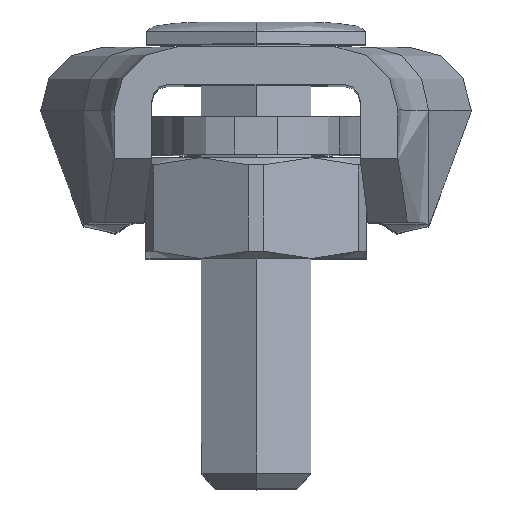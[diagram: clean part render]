
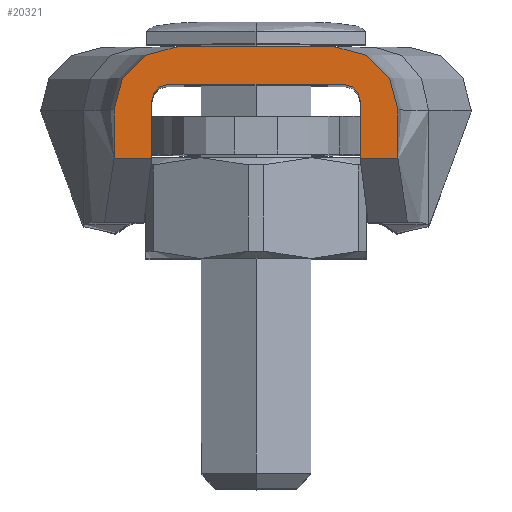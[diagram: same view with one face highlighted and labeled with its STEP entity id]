
A CAD part, top view. The second image highlights one B-rep face of the part: STEP entity #20321.
In plain terms, the highlighted planar face has unit normal (0, 0, 1).
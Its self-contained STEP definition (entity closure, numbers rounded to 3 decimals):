
#232 = VECTOR ( 'NONE', #15923, 1000. ) ;
#442 = EDGE_LOOP ( 'NONE', ( #18872, #5100, #5552, #6484, #4164, #11730, #21382, #1642, #22478, #538, #4336, #17056 ) ) ;
#536 = CARTESIAN_POINT ( 'NONE',  ( -2.8, -0.5, 18. ) ) ;
#538 = ORIENTED_EDGE ( 'NONE', *, *, #18668, .T. ) ;
#721 = EDGE_CURVE ( 'NONE', #11917, #10257, #12800, .T. ) ;
#1011 = DIRECTION ( 'NONE',  ( 0., -1., 0. ) ) ;
#1210 = AXIS2_PLACEMENT_3D ( 'NONE', #23330, #6735, #12215 ) ;
#1409 = CARTESIAN_POINT ( 'NONE',  ( 2.5, 1.2, 18. ) ) ;
#1642 = ORIENTED_EDGE ( 'NONE', *, *, #3830, .T. ) ;
#2063 = LINE ( 'NONE', #22308, #11605 ) ;
#2069 = DIRECTION ( 'NONE',  ( 1., 0., 0. ) ) ;
#2318 = DIRECTION ( 'NONE',  ( -1., 0., 0. ) ) ;
#2608 = VECTOR ( 'NONE', #23427, 1000. ) ;
#2659 = VECTOR ( 'NONE', #1011, 1000. ) ;
#2975 = CARTESIAN_POINT ( 'NONE',  ( 3.3, -13.8, 18. ) ) ;
#3160 = AXIS2_PLACEMENT_3D ( 'NONE', #5790, #9481, #13777 ) ;
#3830 = EDGE_CURVE ( 'NONE', #3919, #12463, #13017, .T. ) ;
#3919 = VERTEX_POINT ( 'NONE', #16937 ) ;
#3932 = AXIS2_PLACEMENT_3D ( 'NONE', #536, #15417, #2318 ) ;
#4164 = ORIENTED_EDGE ( 'NONE', *, *, #12636, .T. ) ;
#4303 = VERTEX_POINT ( 'NONE', #12824 ) ;
#4336 = ORIENTED_EDGE ( 'NONE', *, *, #17681, .F. ) ;
#4521 = CARTESIAN_POINT ( 'NONE',  ( -4.5, -0.8, 18. ) ) ;
#5040 = VERTEX_POINT ( 'NONE', #21574 ) ;
#5100 = ORIENTED_EDGE ( 'NONE', *, *, #15371, .T. ) ;
#5124 = CARTESIAN_POINT ( 'NONE',  ( 2.8, -0.5, 18. ) ) ;
#5552 = ORIENTED_EDGE ( 'NONE', *, *, #18118, .T. ) ;
#5790 = CARTESIAN_POINT ( 'NONE',  ( -4.5, 1.2, 18. ) ) ;
#6348 = VECTOR ( 'NONE', #9087, 1000. ) ;
#6484 = ORIENTED_EDGE ( 'NONE', *, *, #721, .T. ) ;
#6733 = CARTESIAN_POINT ( 'NONE',  ( -3.3, -13.8, 18. ) ) ;
#6735 = DIRECTION ( 'NONE',  ( 0., 0., 1. ) ) ;
#7217 = CIRCLE ( 'NONE', #23223, 0.5 ) ;
#7223 = DIRECTION ( 'NONE',  ( 0., 0., -1. ) ) ;
#7485 = EDGE_CURVE ( 'NONE', #5040, #17082, #22822, .T. ) ;
#7499 = EDGE_CURVE ( 'NONE', #22069, #10169, #7217, .T. ) ;
#7542 = LINE ( 'NONE', #12147, #2608 ) ;
#7785 = EDGE_CURVE ( 'NONE', #3919, #10169, #22518, .T. ) ;
#9000 = DIRECTION ( 'NONE',  ( 1., 0., 0. ) ) ;
#9087 = DIRECTION ( 'NONE',  ( 1., 0., 0. ) ) ;
#9481 = DIRECTION ( 'NONE',  ( 0., 0., -1. ) ) ;
#9579 = CARTESIAN_POINT ( 'NONE',  ( -4.5, -2.35, 18. ) ) ;
#10169 = VERTEX_POINT ( 'NONE', #23976 ) ;
#10257 = VERTEX_POINT ( 'NONE', #11073 ) ;
#11000 = DIRECTION ( 'NONE',  ( 0., 0., 1. ) ) ;
#11073 = CARTESIAN_POINT ( 'NONE',  ( -2.8, 0., 18. ) ) ;
#11605 = VECTOR ( 'NONE', #2069, 1000. ) ;
#11730 = ORIENTED_EDGE ( 'NONE', *, *, #7499, .T. ) ;
#11806 = CIRCLE ( 'NONE', #14920, 2. ) ;
#11917 = VERTEX_POINT ( 'NONE', #16018 ) ;
#12119 = EDGE_CURVE ( 'NONE', #17082, #4303, #13089, .T. ) ;
#12147 = CARTESIAN_POINT ( 'NONE',  ( 4.5, 1.2, 18. ) ) ;
#12215 = DIRECTION ( 'NONE',  ( -1., 0., 0. ) ) ;
#12463 = VERTEX_POINT ( 'NONE', #15921 ) ;
#12533 = CARTESIAN_POINT ( 'NONE',  ( -3.3, -2.35, 18. ) ) ;
#12636 = EDGE_CURVE ( 'NONE', #10257, #22069, #2063, .T. ) ;
#12738 = LINE ( 'NONE', #9579, #21741 ) ;
#12800 = CIRCLE ( 'NONE', #3932, 0.5 ) ;
#12824 = CARTESIAN_POINT ( 'NONE',  ( -4.5, -2.35, 18. ) ) ;
#13017 = LINE ( 'NONE', #20035, #22288 ) ;
#13089 = LINE ( 'NONE', #21749, #2659 ) ;
#13777 = DIRECTION ( 'NONE',  ( -1., 0., 0. ) ) ;
#13873 = LINE ( 'NONE', #20348, #6348 ) ;
#13981 = EDGE_CURVE ( 'NONE', #23937, #12463, #7542, .T. ) ;
#14055 = VERTEX_POINT ( 'NONE', #1409 ) ;
#14920 = AXIS2_PLACEMENT_3D ( 'NONE', #23906, #11000, #20021 ) ;
#15371 = EDGE_CURVE ( 'NONE', #4303, #18996, #12738, .T. ) ;
#15417 = DIRECTION ( 'NONE',  ( 0., 0., -1. ) ) ;
#15704 = DIRECTION ( 'NONE',  ( 0., 1., 0. ) ) ;
#15921 = CARTESIAN_POINT ( 'NONE',  ( 4.5, -2.35, 18. ) ) ;
#15923 = DIRECTION ( 'NONE',  ( 0., 1., 0. ) ) ;
#16018 = CARTESIAN_POINT ( 'NONE',  ( -3.3, -0.5, 18. ) ) ;
#16305 = DIRECTION ( 'NONE',  ( -1., 0., 0. ) ) ;
#16937 = CARTESIAN_POINT ( 'NONE',  ( 3.3, -2.35, 18. ) ) ;
#17056 = ORIENTED_EDGE ( 'NONE', *, *, #7485, .T. ) ;
#17082 = VERTEX_POINT ( 'NONE', #4521 ) ;
#17348 = VECTOR ( 'NONE', #15704, 1000. ) ;
#17681 = EDGE_CURVE ( 'NONE', #5040, #14055, #13873, .T. ) ;
#18118 = EDGE_CURVE ( 'NONE', #18996, #11917, #21717, .T. ) ;
#18668 = EDGE_CURVE ( 'NONE', #23937, #14055, #11806, .T. ) ;
#18870 = CARTESIAN_POINT ( 'NONE',  ( 2.8, 0., 18. ) ) ;
#18872 = ORIENTED_EDGE ( 'NONE', *, *, #12119, .T. ) ;
#18996 = VERTEX_POINT ( 'NONE', #12533 ) ;
#20021 = DIRECTION ( 'NONE',  ( -1., 0., 0. ) ) ;
#20035 = CARTESIAN_POINT ( 'NONE',  ( -4.5, -2.35, 18. ) ) ;
#20321 = ADVANCED_FACE ( 'NONE', ( #22519 ), #20512, .F. ) ;
#20348 = CARTESIAN_POINT ( 'NONE',  ( -4.5, 1.2, 18. ) ) ;
#20512 = PLANE ( 'NONE',  #3160 ) ;
#20570 = CARTESIAN_POINT ( 'NONE',  ( 4.5, -0.8, 18. ) ) ;
#21382 = ORIENTED_EDGE ( 'NONE', *, *, #7785, .F. ) ;
#21574 = CARTESIAN_POINT ( 'NONE',  ( -2.5, 1.2, 18. ) ) ;
#21717 = LINE ( 'NONE', #6733, #17348 ) ;
#21741 = VECTOR ( 'NONE', #22631, 1000. ) ;
#21749 = CARTESIAN_POINT ( 'NONE',  ( -4.5, 1.2, 18. ) ) ;
#22069 = VERTEX_POINT ( 'NONE', #18870 ) ;
#22288 = VECTOR ( 'NONE', #9000, 1000. ) ;
#22308 = CARTESIAN_POINT ( 'NONE',  ( -4.5, 0., 18. ) ) ;
#22478 = ORIENTED_EDGE ( 'NONE', *, *, #13981, .F. ) ;
#22518 = LINE ( 'NONE', #2975, #232 ) ;
#22519 = FACE_OUTER_BOUND ( 'NONE', #442, .T. ) ;
#22631 = DIRECTION ( 'NONE',  ( 1., 0., 0. ) ) ;
#22822 = CIRCLE ( 'NONE', #1210, 2. ) ;
#23223 = AXIS2_PLACEMENT_3D ( 'NONE', #5124, #7223, #16305 ) ;
#23330 = CARTESIAN_POINT ( 'NONE',  ( -2.5, -0.8, 18. ) ) ;
#23427 = DIRECTION ( 'NONE',  ( 0., -1., 0. ) ) ;
#23906 = CARTESIAN_POINT ( 'NONE',  ( 2.5, -0.8, 18. ) ) ;
#23937 = VERTEX_POINT ( 'NONE', #20570 ) ;
#23976 = CARTESIAN_POINT ( 'NONE',  ( 3.3, -0.5, 18. ) ) ;
